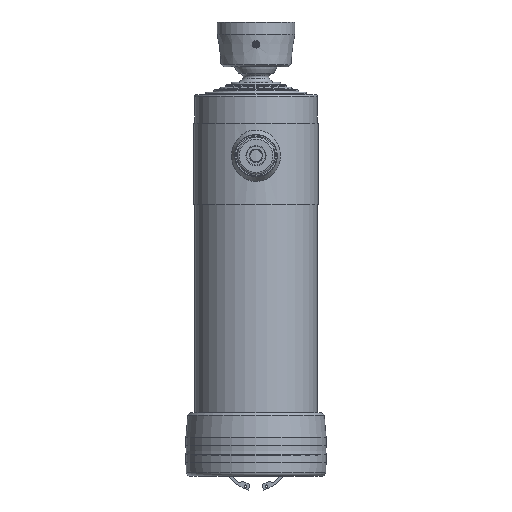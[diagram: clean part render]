
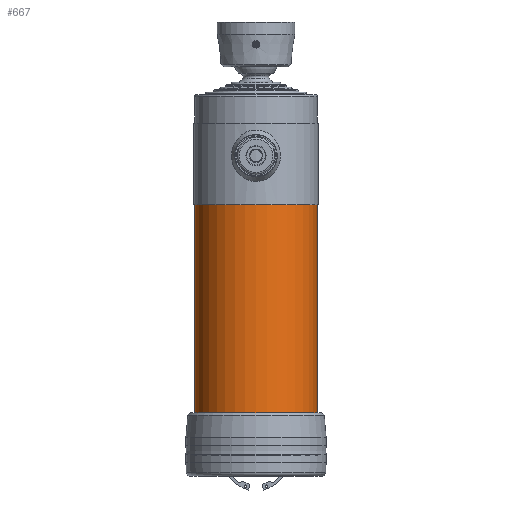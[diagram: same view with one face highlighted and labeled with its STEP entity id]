
A CAD part, front view. The second image highlights one B-rep face of the part: STEP entity #667.
In plain terms, the highlighted cylindrical face has radius 75 mm (diameter 150 mm), a full revolution.
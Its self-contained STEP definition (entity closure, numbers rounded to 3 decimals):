
#667 = ADVANCED_FACE( '', ( #1593, #1594 ), #1595, .T. );
#1593 = FACE_OUTER_BOUND( '', #3355, .T. );
#1594 = FACE_OUTER_BOUND( '', #3356, .T. );
#1595 = CYLINDRICAL_SURFACE( '', #3357, 75. );
#3355 = EDGE_LOOP( '', ( #5920 ) );
#3356 = EDGE_LOOP( '', ( #5921 ) );
#3357 = AXIS2_PLACEMENT_3D( '', #5922, #5923, #5924 );
#5920 = ORIENTED_EDGE( '', *, *, #7468, .F. );
#5921 = ORIENTED_EDGE( '', *, *, #7469, .T. );
#5922 = CARTESIAN_POINT( '', ( 0., 0., -57. ) );
#5923 = DIRECTION( '', ( 0., 0., 1. ) );
#5924 = DIRECTION( '', ( -1., 0., 0. ) );
#7468 = EDGE_CURVE( '', #8473, #8473, #8474, .T. );
#7469 = EDGE_CURVE( '', #8475, #8475, #8476, .T. );
#8473 = VERTEX_POINT( '', #10405 );
#8474 = CIRCLE( '', #10406, 75. );
#8475 = VERTEX_POINT( '', #10407 );
#8476 = CIRCLE( '', #10408, 75. );
#10405 = CARTESIAN_POINT( '', ( -75., 0., 42. ) );
#10406 = AXIS2_PLACEMENT_3D( '', #11777, #11778, #11779 );
#10407 = CARTESIAN_POINT( '', ( -75., 0., 312. ) );
#10408 = AXIS2_PLACEMENT_3D( '', #11780, #11781, #11782 );
#11777 = CARTESIAN_POINT( '', ( 0., 0., 42. ) );
#11778 = DIRECTION( '', ( 0., 0., -1. ) );
#11779 = DIRECTION( '', ( -1., 0., 0. ) );
#11780 = CARTESIAN_POINT( '', ( 0., 0., 312. ) );
#11781 = DIRECTION( '', ( 0., 0., -1. ) );
#11782 = DIRECTION( '', ( -1., 0., 0. ) );
